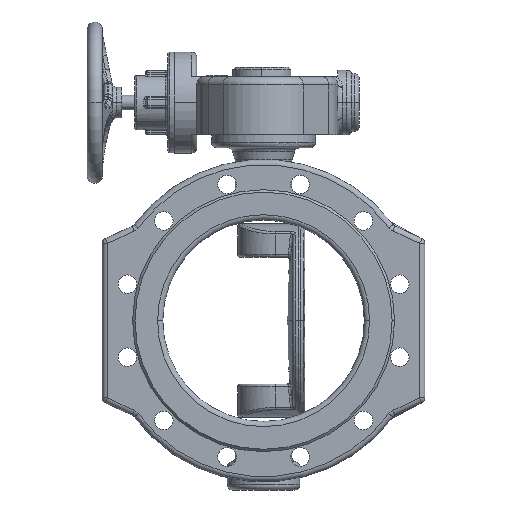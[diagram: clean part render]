
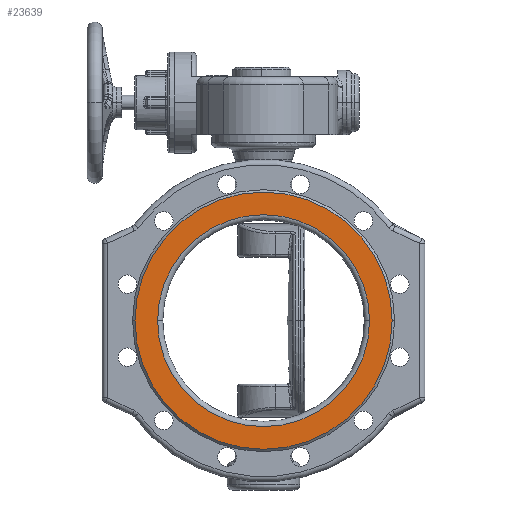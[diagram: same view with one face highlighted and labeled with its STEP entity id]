
A CAD part, left-side view. The second image highlights one B-rep face of the part: STEP entity #23639.
In plain terms, the highlighted planar face has unit normal (-1, 0, 0).
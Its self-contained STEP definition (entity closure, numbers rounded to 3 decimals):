
#11649=CARTESIAN_POINT('',(-125.,0.,0.));
#11650=DIRECTION('',(1.,0.,0.));
#11651=DIRECTION('',(0.,1.,0.));
#11652=AXIS2_PLACEMENT_3D('',#11649,#11650,#11651);
#11657=CARTESIAN_POINT('',(-125.,0.,0.));
#11658=DIRECTION('',(-1.,0.,0.));
#11659=DIRECTION('',(0.,1.,0.));
#11660=AXIS2_PLACEMENT_3D('',#11657,#11658,#11659);
#11665=CARTESIAN_POINT('',(-125.,0.,0.));
#11666=DIRECTION('',(1.,0.,0.));
#11667=DIRECTION('',(0.,1.,0.));
#11668=AXIS2_PLACEMENT_3D('',#11665,#11666,#11667);
#11673=CARTESIAN_POINT('',(-125.,0.,0.));
#11674=DIRECTION('',(1.,0.,0.));
#11675=DIRECTION('',(0.,-1.,0.));
#11676=AXIS2_PLACEMENT_3D('',#11673,#11674,#11675);
#12740=CARTESIAN_POINT('',(-125.,159.5,0.));
#12742=VERTEX_POINT('',#12740);
#12748=CARTESIAN_POINT('',(-125.,-159.5,0.));
#12750=VERTEX_POINT('',#12748);
#13173=CARTESIAN_POINT('',(-125.,131.5,0.));
#13174=CARTESIAN_POINT('',(-125.,-131.5,0.));
#13175=VERTEX_POINT('',#13173);
#13176=VERTEX_POINT('',#13174);
#23624=CARTESIAN_POINT('',(-125.,0.,0.));
#23625=DIRECTION('',(-1.,0.,0.));
#23626=DIRECTION('',(0.,1.,0.));
#23627=AXIS2_PLACEMENT_3D('',#23624,#23625,#23626);
#23628=PLANE('',#23627);
#23629=ORIENTED_EDGE('',*,*,#23612,.T.);
#23630=ORIENTED_EDGE('',*,*,#23589,.F.);
#23631=EDGE_LOOP('',(#23629,#23630));
#23632=FACE_OUTER_BOUND('',#23631,.F.);
#23634=ORIENTED_EDGE('',*,*,#23633,.F.);
#23636=ORIENTED_EDGE('',*,*,#23635,.F.);
#23637=EDGE_LOOP('',(#23634,#23636));
#23638=FACE_BOUND('',#23637,.F.);
#23639=ADVANCED_FACE('',(#23632,#23638),#23628,.T.);
#11653=CIRCLE('',#11652,159.5);
#11661=CIRCLE('',#11660,159.5);
#11669=CIRCLE('',#11668,131.5);
#11677=CIRCLE('',#11676,131.5);
#23589=EDGE_CURVE('',#12742,#12750,#11661,.T.);
#23612=EDGE_CURVE('',#12742,#12750,#11653,.T.);
#23633=EDGE_CURVE('',#13175,#13176,#11669,.T.);
#23635=EDGE_CURVE('',#13176,#13175,#11677,.T.);
